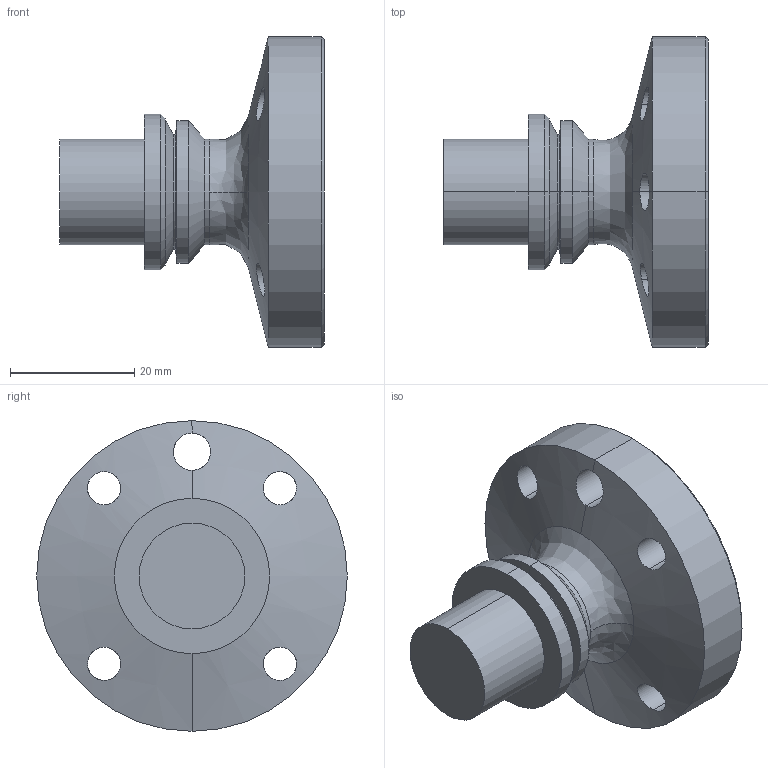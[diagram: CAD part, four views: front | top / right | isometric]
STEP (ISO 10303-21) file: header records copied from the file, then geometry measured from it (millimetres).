
FILE_DESCRIPTION (( 'STEP AP203' ), '1' );
FILE_NAME ('IRB140_-_M2004C_LINK6.STEP', '2009-11-25T15:19:19', ( 'ABB' ), ( 'ABB' ), 'SwSTEP 2.0', 'SolidWorks 2008', '' );
FILE_SCHEMA (( 'CONFIG_CONTROL_DESIGN' ));
Length unit declared in the file: millimetre
Products named in the file (1): IRB140_-_M2004C_LINK6
Bounding box: 42.56 x 50 x 50 mm (x, y, z)
Volume: 25865.6 mm3; surface area: 8704.3 mm2
Topology: 1 solids, 1 shells, 53 faces, 127 edges, 76 vertices
Faces by surface type: cone 25, cylinder 22, plane 4, bspline 2
Entity records: 1942 total; most frequent: CARTESIAN_POINT 602, DIRECTION 284, ORIENTED_EDGE 250, EDGE_CURVE 125, AXIS2_PLACEMENT_3D 119, VERTEX_POINT 76, CIRCLE 67, EDGE_LOOP 65
